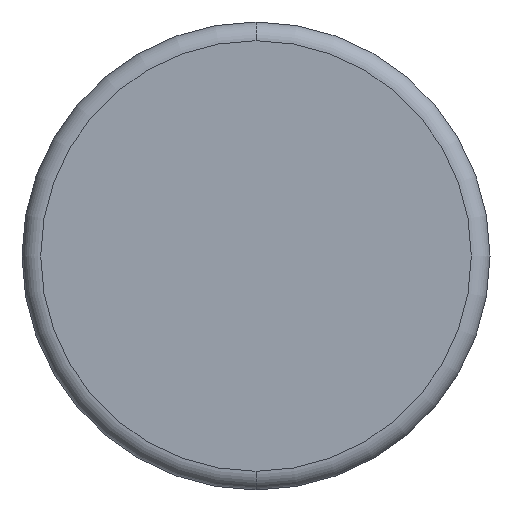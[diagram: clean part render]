
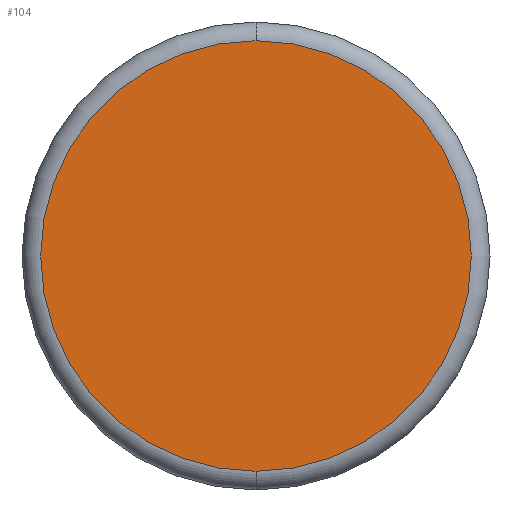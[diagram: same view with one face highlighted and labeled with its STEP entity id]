
A CAD part, front view. The second image highlights one B-rep face of the part: STEP entity #104.
In plain terms, the highlighted planar face has unit normal (0, -1, 0).
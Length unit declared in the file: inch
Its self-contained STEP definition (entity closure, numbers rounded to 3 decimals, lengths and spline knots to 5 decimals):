
#19 = CARTESIAN_POINT ( 'NONE',  ( 0., 0., 0. ) ) ;
#23 = AXIS2_PLACEMENT_3D ( 'NONE', #409, #205, #542 ) ;
#104 = ADVANCED_FACE ( 'NONE', ( #111 ), #451, .T. ) ;
#111 = FACE_OUTER_BOUND ( 'NONE', #454, .T. ) ;
#119 = DIRECTION ( 'NONE',  ( 0., 0., -1. ) ) ;
#134 = VERTEX_POINT ( 'NONE', #334 ) ;
#205 = DIRECTION ( 'NONE',  ( 0., -1., 0. ) ) ;
#253 = ORIENTED_EDGE ( 'NONE', *, *, #448, .T. ) ;
#261 = AXIS2_PLACEMENT_3D ( 'NONE', #326, #284, #119 ) ;
#284 = DIRECTION ( 'NONE',  ( 0., -1., 0. ) ) ;
#326 = CARTESIAN_POINT ( 'NONE',  ( 0., 0., 0. ) ) ;
#333 = EDGE_CURVE ( 'NONE', #449, #134, #505, .T. ) ;
#334 = CARTESIAN_POINT ( 'NONE',  ( 0., 0., -0.345 ) ) ;
#345 = DIRECTION ( 'NONE',  ( 0., -1., 0. ) ) ;
#351 = CARTESIAN_POINT ( 'NONE',  ( 0., 0., 0.345 ) ) ;
#364 = ORIENTED_EDGE ( 'NONE', *, *, #333, .T. ) ;
#387 = CIRCLE ( 'NONE', #528, 0.345 ) ;
#401 = DIRECTION ( 'NONE',  ( 0., 0., -1. ) ) ;
#409 = CARTESIAN_POINT ( 'NONE',  ( 0., 0., 0. ) ) ;
#448 = EDGE_CURVE ( 'NONE', #134, #449, #387, .T. ) ;
#449 = VERTEX_POINT ( 'NONE', #351 ) ;
#451 = PLANE ( 'NONE',  #23 ) ;
#454 = EDGE_LOOP ( 'NONE', ( #253, #364 ) ) ;
#505 = CIRCLE ( 'NONE', #261, 0.345 ) ;
#528 = AXIS2_PLACEMENT_3D ( 'NONE', #19, #345, #401 ) ;
#542 = DIRECTION ( 'NONE',  ( 0., 0., -1. ) ) ;
